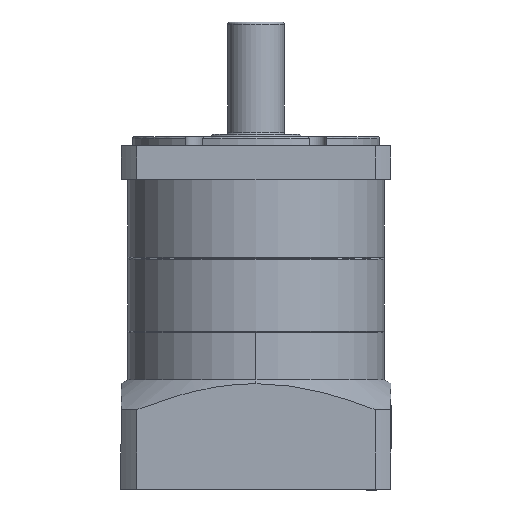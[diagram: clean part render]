
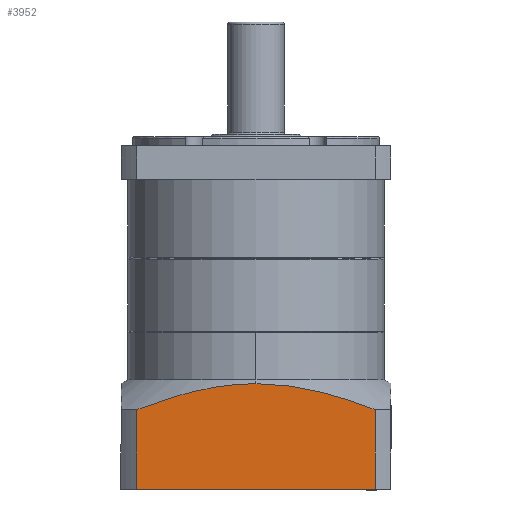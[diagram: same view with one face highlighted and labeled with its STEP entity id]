
A CAD part, front view. The second image highlights one B-rep face of the part: STEP entity #3952.
In plain terms, the highlighted face is planar.
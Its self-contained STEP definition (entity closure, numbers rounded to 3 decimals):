
#4 = CARTESIAN_POINT ( 'NONE',  ( -52.915, -1.869, -60. ) ) ;
#204 = CARTESIAN_POINT ( 'NONE',  ( 52.915, 35.41, -60. ) ) ;
#1026 = CARTESIAN_POINT ( 'NONE',  ( -48.662, -0.272, -60. ) ) ;
#1053 = LINE ( 'NONE', #10920, #16187 ) ;
#1100 = CARTESIAN_POINT ( 'NONE',  ( 0., 9.678, -60. ) ) ;
#1536 = VECTOR ( 'NONE', #13762, 1000. ) ;
#2431 = CARTESIAN_POINT ( 'NONE',  ( 9.098, 9.373, -60. ) ) ;
#2553 = CARTESIAN_POINT ( 'NONE',  ( -42.215, 1.976, -60. ) ) ;
#3166 = VECTOR ( 'NONE', #11156, 1000. ) ;
#3926 = CARTESIAN_POINT ( 'NONE',  ( 22.494, 7.397, -60. ) ) ;
#3952 = ADVANCED_FACE ( 'NONE', ( #6009 ), #17300, .T. ) ;
#4041 = CARTESIAN_POINT ( 'NONE',  ( -31.365, 5.299, -60. ) ) ;
#4612 = EDGE_CURVE ( 'NONE', #6469, #16808, #1053, .T. ) ;
#5072 = CARTESIAN_POINT ( 'NONE',  ( -52.915, 35.41, -60. ) ) ;
#5454 = CARTESIAN_POINT ( 'NONE',  ( 35.668, 4.074, -60. ) ) ;
#5585 = CARTESIAN_POINT ( 'NONE',  ( -18.124, 8.221, -60. ) ) ;
#5680 = VERTEX_POINT ( 'NONE', #9721 ) ;
#6009 = FACE_OUTER_BOUND ( 'NONE', #12312, .T. ) ;
#6469 = VERTEX_POINT ( 'NONE', #15703 ) ;
#6702 = LINE ( 'NONE', #5072, #3166 ) ;
#6970 = CARTESIAN_POINT ( 'NONE',  ( 44.353, 1.252, -60. ) ) ;
#7074 = CARTESIAN_POINT ( 'NONE',  ( -9.117, 9.305, -60. ) ) ;
#7765 = CARTESIAN_POINT ( 'NONE',  ( -52.915, -37.29, -60. ) ) ;
#7870 = ORIENTED_EDGE ( 'NONE', *, *, #18327, .T. ) ;
#8043 = EDGE_CURVE ( 'NONE', #16808, #19472, #6702, .T. ) ;
#8236 = DIRECTION ( 'NONE',  ( 0., 0., -1. ) ) ;
#8411 = CARTESIAN_POINT ( 'NONE',  ( 4.574, 9.678, -60. ) ) ;
#8482 = CARTESIAN_POINT ( 'NONE',  ( 50.79, -1.057, -60. ) ) ;
#8610 = CARTESIAN_POINT ( 'NONE',  ( -4.557, 9.585, -60. ) ) ;
#9087 = LINE ( 'NONE', #204, #1536 ) ;
#9721 = CARTESIAN_POINT ( 'NONE',  ( 52.915, -1.869, -60. ) ) ;
#10078 = CARTESIAN_POINT ( 'NONE',  ( -52.915, -1.869, -60. ) ) ;
#10130 = CARTESIAN_POINT ( 'NONE',  ( -1.135, 9.678, -60. ) ) ;
#10920 = CARTESIAN_POINT ( 'NONE',  ( -52.915, -37.29, -60. ) ) ;
#11124 = ORIENTED_EDGE ( 'NONE', *, *, #11797, .T. ) ;
#11156 = DIRECTION ( 'NONE',  ( 0., 1., 0. ) ) ;
#11584 = CARTESIAN_POINT ( 'NONE',  ( -44.373, 1.245, -60. ) ) ;
#11797 = EDGE_CURVE ( 'NONE', #19472, #15485, #18555, .T. ) ;
#12312 = EDGE_LOOP ( 'NONE', ( #7870, #18054, #15158, #11124, #16535 ) ) ;
#12777 = CARTESIAN_POINT ( 'NONE',  ( -60., 35.41, -60. ) ) ;
#13013 = CARTESIAN_POINT ( 'NONE',  ( 18.058, 8.232, -60. ) ) ;
#13135 = CARTESIAN_POINT ( 'NONE',  ( -35.723, 4.057, -60. ) ) ;
#13666 = AXIS2_PLACEMENT_3D ( 'NONE', #12777, #8236, #18828 ) ;
#13762 = DIRECTION ( 'NONE',  ( 0., -1., 0. ) ) ;
#14201 = CARTESIAN_POINT ( 'NONE',  ( 0., 9.678, -60. ) ) ;
#14532 = CARTESIAN_POINT ( 'NONE',  ( 31.299, 5.317, -60. ) ) ;
#14653 = CARTESIAN_POINT ( 'NONE',  ( -22.566, 7.382, -60. ) ) ;
#15158 = ORIENTED_EDGE ( 'NONE', *, *, #8043, .T. ) ;
#15423 = DIRECTION ( 'NONE',  ( -1., 0., 0. ) ) ;
#15485 = VERTEX_POINT ( 'NONE', #14201 ) ;
#15608 = EDGE_CURVE ( 'NONE', #15485, #5680, #17930, .T. ) ;
#15703 = CARTESIAN_POINT ( 'NONE',  ( 52.915, -37.29, -60. ) ) ;
#16051 = CARTESIAN_POINT ( 'NONE',  ( 42.185, 1.986, -60. ) ) ;
#16164 = CARTESIAN_POINT ( 'NONE',  ( -11.379, 9.084, -60. ) ) ;
#16187 = VECTOR ( 'NONE', #15423, 1000. ) ;
#16535 = ORIENTED_EDGE ( 'NONE', *, *, #15608, .T. ) ;
#16808 = VERTEX_POINT ( 'NONE', #7765 ) ;
#17300 = PLANE ( 'NONE',  #13666 ) ;
#17544 = CARTESIAN_POINT ( 'NONE',  ( 48.654, -0.269, -60. ) ) ;
#17663 = CARTESIAN_POINT ( 'NONE',  ( -5.702, 9.528, -60. ) ) ;
#17930 = B_SPLINE_CURVE_WITH_KNOTS ( 'NONE', 3,
 ( #18989, #8411, #2431, #13013, #3926, #14532, #5454, #16051, #6970, #17544, #8482, #19062 ),
 .UNSPECIFIED., .F., .F.,
 ( 4, 2, 2, 2, 2, 4 ),
 ( 0.125, 0.138, 0.152, 0.166, 0.173, 0.18 ),
 .UNSPECIFIED. ) ;
#18054 = ORIENTED_EDGE ( 'NONE', *, *, #4612, .T. ) ;
#18327 = EDGE_CURVE ( 'NONE', #5680, #6469, #9087, .T. ) ;
#18555 = B_SPLINE_CURVE_WITH_KNOTS ( 'NONE', 3,
 ( #10078, #19110, #1026, #11584, #2553, #13135, #4041, #14653, #5585, #16164, #7074, #17663, #8610, #19174, #10130, #1100 ),
 .UNSPECIFIED., .F., .F.,
 ( 4, 2, 2, 2, 2, 2, 2, 4 ),
 ( 0.07, 0.077, 0.084, 0.098, 0.111, 0.118, 0.121, 0.125 ),
 .UNSPECIFIED. ) ;
#18828 = DIRECTION ( 'NONE',  ( -1., 0., 0. ) ) ;
#18989 = CARTESIAN_POINT ( 'NONE',  ( 0., 9.678, -60. ) ) ;
#19062 = CARTESIAN_POINT ( 'NONE',  ( 52.915, -1.869, -60. ) ) ;
#19110 = CARTESIAN_POINT ( 'NONE',  ( -50.794, -1.059, -60. ) ) ;
#19174 = CARTESIAN_POINT ( 'NONE',  ( -2.274, 9.66, -60. ) ) ;
#19472 = VERTEX_POINT ( 'NONE', #4 ) ;
